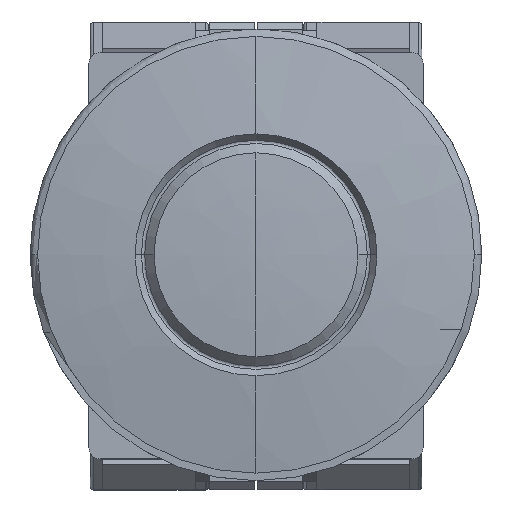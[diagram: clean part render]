
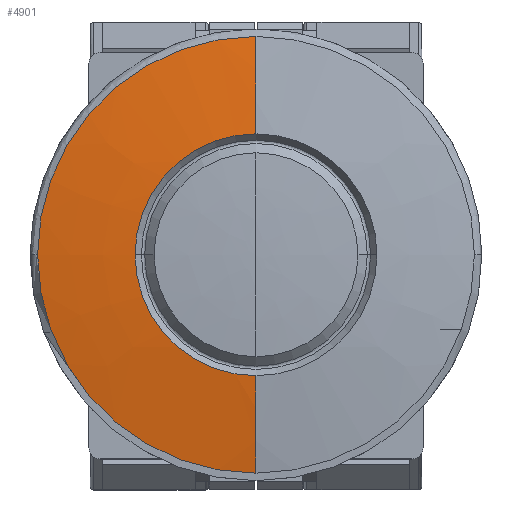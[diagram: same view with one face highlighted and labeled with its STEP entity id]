
A CAD part, top view. The second image highlights one B-rep face of the part: STEP entity #4901.
In plain terms, the highlighted free-form (B-spline) face has degree [3, 3] with [4, 4] control points.
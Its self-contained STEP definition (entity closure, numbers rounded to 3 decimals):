
#9 = ORIENTED_EDGE ( 'NONE', *, *, #661, .F. ) ;
#177 = CARTESIAN_POINT ( 'NONE',  ( 1.203, -16.48, 0. ) ) ;
#570 = CARTESIAN_POINT ( 'NONE',  ( 1.714, 0., 0. ) ) ;
#585 = CARTESIAN_POINT ( 'NONE',  ( 0.523, 0., 0. ) ) ;
#661 = EDGE_CURVE ( 'NONE', #11201, #8104, #3210, .T. ) ;
#666 = CIRCLE ( 'NONE', #8073, 10.71 ) ;
#955 = EDGE_LOOP ( 'NONE', ( #10668, #1629, #9798, #2882, #6989, #9 ) ) ;
#1082 = DIRECTION ( 'NONE',  ( -1., 0., 0. ) ) ;
#1126 = EDGE_CURVE ( 'NONE', #8104, #3445, #9820, .T. ) ;
#1181 = CARTESIAN_POINT ( 'NONE',  ( 1.203, 16.48, 0. ) ) ;
#1629 = ORIENTED_EDGE ( 'NONE', *, *, #6685, .T. ) ;
#1962 = EDGE_CURVE ( 'NONE', #6104, #11201, #12838, .T. ) ;
#1966 = CARTESIAN_POINT ( 'NONE',  ( 1.714, 0., 0. ) ) ;
#2170 = CARTESIAN_POINT ( 'NONE',  ( 1.714, 19.341, -38.681 ) ) ;
#2240 = CARTESIAN_POINT ( 'NONE',  ( 0.523, -10.71, -21.421 ) ) ;
#2384 = AXIS2_PLACEMENT_3D ( 'NONE', #8118, #12179, #3068 ) ;
#2642 = AXIS2_PLACEMENT_3D ( 'NONE', #570, #4620, #8672 ) ;
#2815 = CARTESIAN_POINT ( 'NONE',  ( 0.523, 0., -10.71 ) ) ;
#2882 = ORIENTED_EDGE ( 'NONE', *, *, #5655, .F. ) ;
#2985 = CARTESIAN_POINT ( 'NONE',  ( 1.714, 0., -19.341 ) ) ;
#3068 = DIRECTION ( 'NONE',  ( 1., 0., 0. ) ) ;
#3153 = DIRECTION ( 'NONE',  ( 1., 0., 0. ) ) ;
#3160 = FACE_OUTER_BOUND ( 'NONE', #955, .T. ) ;
#3210 = CIRCLE ( 'NONE', #9594, 19.341 ) ;
#3232 = CARTESIAN_POINT ( 'NONE',  ( 0.806, -13.602, 0. ) ) ;
#3445 = VERTEX_POINT ( 'NONE', #11098 ) ;
#3506 = AXIS2_PLACEMENT_3D ( 'NONE', #585, #4634, #8684 ) ;
#4070 = EDGE_CURVE ( 'NONE', #7347, #6166, #6247, .T. ) ;
#4145 = CARTESIAN_POINT ( 'NONE',  ( 1.714, 19.341, 0. ) ) ;
#4231 = CARTESIAN_POINT ( 'NONE',  ( 0.806, 13.602, 0. ) ) ;
#4620 = DIRECTION ( 'NONE',  ( 1., 0., 0. ) ) ;
#4634 = DIRECTION ( 'NONE',  ( -1., 0., 0. ) ) ;
#4901 = ADVANCED_FACE ( 'NONE', ( #3160 ), #8379, .F. ) ;
#5131 = DIRECTION ( 'NONE',  ( 0., 1., 0. ) ) ;
#5234 = CARTESIAN_POINT ( 'NONE',  ( 1.203, 16.48, -32.961 ) ) ;
#5303 = CIRCLE ( 'NONE', #12749, 110. ) ;
#5655 = EDGE_CURVE ( 'NONE', #3445, #7347, #666, .T. ) ;
#6013 = DIRECTION ( 'NONE',  ( 1., 0., 0. ) ) ;
#6104 = VERTEX_POINT ( 'NONE', #10414 ) ;
#6166 = VERTEX_POINT ( 'NONE', #11550 ) ;
#6218 = CARTESIAN_POINT ( 'NONE',  ( 1.714, -19.341, -38.681 ) ) ;
#6247 = CIRCLE ( 'NONE', #3506, 10.71 ) ;
#6287 = CARTESIAN_POINT ( 'NONE',  ( 0.523, -10.71, 0. ) ) ;
#6685 = EDGE_CURVE ( 'NONE', #6104, #6166, #5303, .T. ) ;
#6989 = ORIENTED_EDGE ( 'NONE', *, *, #1126, .F. ) ;
#7289 = CARTESIAN_POINT ( 'NONE',  ( 0.523, 10.71, 0. ) ) ;
#7347 = VERTEX_POINT ( 'NONE', #2815 ) ;
#8073 = AXIS2_PLACEMENT_3D ( 'NONE', #10175, #1082, #5131 ) ;
#8104 = VERTEX_POINT ( 'NONE', #4145 ) ;
#8118 = CARTESIAN_POINT ( 'NONE',  ( 110., 0., 0. ) ) ;
#8209 = CARTESIAN_POINT ( 'NONE',  ( 110., 0., 0. ) ) ;
#8278 = CARTESIAN_POINT ( 'NONE',  ( 0.806, 13.602, -27.204 ) ) ;
#8379 =( BOUNDED_SURFACE ( )  B_SPLINE_SURFACE ( 3, 3, ( 
 ( #11280, #2170, #6218, #10282 ),
 ( #1181, #5234, #9276, #177 ),
 ( #4231, #8278, #12342, #3232 ),
 ( #7289, #11354, #2240, #6287 ) ),
 .UNSPECIFIED., .F., .F., .F. ) 
 B_SPLINE_SURFACE_WITH_KNOTS ( ( 4, 4 ),
 ( 4, 4 ),
 ( 0., 1. ),
 ( 0., 1. ),
 .UNSPECIFIED. ) 
 GEOMETRIC_REPRESENTATION_ITEM ( )  RATIONAL_B_SPLINE_SURFACE ( (
 ( 1., 0.333, 0.333, 1.),
 ( 0.999, 0.333, 0.333, 0.999),
 ( 0.999, 0.333, 0.333, 0.999),
 ( 1., 0.333, 0.333, 1.) ) ) 
 REPRESENTATION_ITEM ( '' )  SURFACE ( )  );
#8672 = DIRECTION ( 'NONE',  ( 0., 1., 0. ) ) ;
#8684 = DIRECTION ( 'NONE',  ( 0., 1., 0. ) ) ;
#9276 = CARTESIAN_POINT ( 'NONE',  ( 1.203, -16.48, -32.961 ) ) ;
#9594 = AXIS2_PLACEMENT_3D ( 'NONE', #1966, #6013, #10069 ) ;
#9798 = ORIENTED_EDGE ( 'NONE', *, *, #4070, .F. ) ;
#9820 = CIRCLE ( 'NONE', #2384, 110. ) ;
#10069 = DIRECTION ( 'NONE',  ( 0., 0., -1. ) ) ;
#10175 = CARTESIAN_POINT ( 'NONE',  ( 0.523, 0., 0. ) ) ;
#10282 = CARTESIAN_POINT ( 'NONE',  ( 1.714, -19.341, 0. ) ) ;
#10414 = CARTESIAN_POINT ( 'NONE',  ( 1.714, -19.341, 0. ) ) ;
#10668 = ORIENTED_EDGE ( 'NONE', *, *, #1962, .F. ) ;
#11098 = CARTESIAN_POINT ( 'NONE',  ( 0.523, 10.71, 0. ) ) ;
#11201 = VERTEX_POINT ( 'NONE', #2985 ) ;
#11280 = CARTESIAN_POINT ( 'NONE',  ( 1.714, 19.341, 0. ) ) ;
#11354 = CARTESIAN_POINT ( 'NONE',  ( 0.523, 10.71, -21.421 ) ) ;
#11550 = CARTESIAN_POINT ( 'NONE',  ( 0.523, -10.71, 0. ) ) ;
#12179 = DIRECTION ( 'NONE',  ( 0., 0., 1. ) ) ;
#12270 = DIRECTION ( 'NONE',  ( 0., 0., -1. ) ) ;
#12342 = CARTESIAN_POINT ( 'NONE',  ( 0.806, -13.602, -27.204 ) ) ;
#12749 = AXIS2_PLACEMENT_3D ( 'NONE', #8209, #12270, #3153 ) ;
#12838 = CIRCLE ( 'NONE', #2642, 19.341 ) ;
